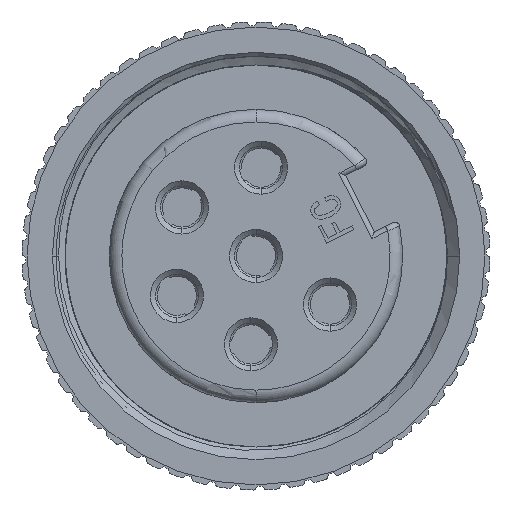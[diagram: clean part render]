
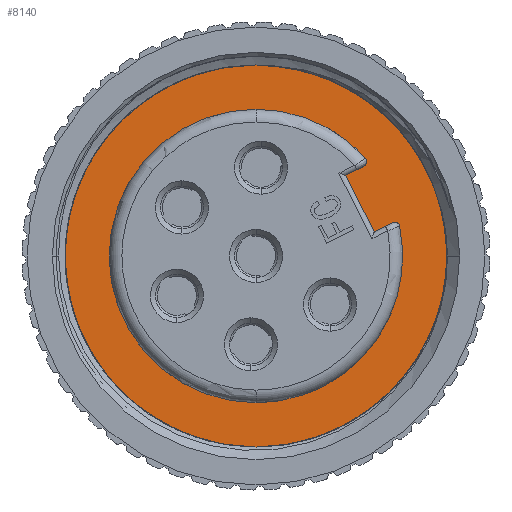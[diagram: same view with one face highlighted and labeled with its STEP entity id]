
A CAD part, front view. The second image highlights one B-rep face of the part: STEP entity #8140.
In plain terms, the highlighted planar face has unit normal (0, -1, 0).
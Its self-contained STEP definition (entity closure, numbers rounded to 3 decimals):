
#104 = ORIENTED_EDGE ( 'NONE', *, *, #4474, .F. ) ;
#653 = VERTEX_POINT ( 'NONE', #26809 ) ;
#739 = AXIS2_PLACEMENT_3D ( 'NONE', #25959, #25942, #25912 ) ;
#1190 = CARTESIAN_POINT ( 'NONE',  ( -44.741, 5.189, -5.8 ) ) ;
#1530 = ORIENTED_EDGE ( 'NONE', *, *, #20666, .F. ) ;
#2307 = AXIS2_PLACEMENT_3D ( 'NONE', #37549, #37517, #37511 ) ;
#2574 = VERTEX_POINT ( 'NONE', #30249 ) ;
#2683 = AXIS2_PLACEMENT_3D ( 'NONE', #13927, #13918, #13887 ) ;
#3038 = ORIENTED_EDGE ( 'NONE', *, *, #18968, .F. ) ;
#3873 = CIRCLE ( 'NONE', #17222, 5.8 ) ;
#4474 = EDGE_CURVE ( 'NONE', #32867, #17149, #26247, .T. ) ;
#5560 = AXIS2_PLACEMENT_3D ( 'NONE', #15775, #15739, #15691 ) ;
#5588 = CARTESIAN_POINT ( 'NONE',  ( -44.741, 5.189, 5.8 ) ) ;
#5618 = EDGE_CURVE ( 'NONE', #15822, #25862, #31340, .T. ) ;
#5679 = ORIENTED_EDGE ( 'NONE', *, *, #11572, .F. ) ;
#6301 = ORIENTED_EDGE ( 'NONE', *, *, #9789, .T. ) ;
#6314 = FACE_BOUND ( 'NONE', #29855, .T. ) ;
#8140 = ADVANCED_FACE ( 'NONE', ( #8171, #6314 ), #9029, .F. ) ;
#8171 = FACE_OUTER_BOUND ( 'NONE', #33400, .T. ) ;
#8843 = EDGE_CURVE ( 'NONE', #2574, #9162, #35158, .T. ) ;
#8859 = ORIENTED_EDGE ( 'NONE', *, *, #5618, .F. ) ;
#8970 = DIRECTION ( 'NONE',  ( 0., 0., 1. ) ) ;
#9000 = DIRECTION ( 'NONE',  ( 0., 1., 0. ) ) ;
#9029 = PLANE ( 'NONE',  #35617 ) ;
#9162 = VERTEX_POINT ( 'NONE', #30399 ) ;
#9168 = CARTESIAN_POINT ( 'NONE',  ( -44.741, 5.189, 0. ) ) ;
#9377 = VECTOR ( 'NONE', #15134, 1000. ) ;
#9789 = EDGE_CURVE ( 'NONE', #653, #25862, #9790, .T. ) ;
#9790 = LINE ( 'NONE', #15164, #9377 ) ;
#11572 = EDGE_CURVE ( 'NONE', #653, #29001, #33688, .T. ) ;
#12610 = CIRCLE ( 'NONE', #2683, 7.925 ) ;
#12958 = CARTESIAN_POINT ( 'NONE',  ( -41.196, 5.189, 3.186 ) ) ;
#13017 = EDGE_CURVE ( 'NONE', #17149, #23344, #21727, .T. ) ;
#13845 = AXIS2_PLACEMENT_3D ( 'NONE', #37541, #37496, #37487 ) ;
#13887 = DIRECTION ( 'NONE',  ( 0., 0., 1. ) ) ;
#13918 = DIRECTION ( 'NONE',  ( 0., -1., 0. ) ) ;
#13927 = CARTESIAN_POINT ( 'NONE',  ( -44.741, 5.189, 0. ) ) ;
#14381 = VERTEX_POINT ( 'NONE', #5588 ) ;
#15134 = DIRECTION ( 'NONE',  ( -0.893, 0., -0.45 ) ) ;
#15164 = CARTESIAN_POINT ( 'NONE',  ( -41.196, 5.189, 3.186 ) ) ;
#15316 = CARTESIAN_POINT ( 'NONE',  ( -40.071, 5.189, 0.953 ) ) ;
#15691 = DIRECTION ( 'NONE',  ( 0., 0., -1. ) ) ;
#15739 = DIRECTION ( 'NONE',  ( 0., -1., 0. ) ) ;
#15775 = CARTESIAN_POINT ( 'NONE',  ( -44.741, 5.189, 0. ) ) ;
#15822 = VERTEX_POINT ( 'NONE', #15316 ) ;
#15942 = DIRECTION ( 'NONE',  ( 0., 0., -1. ) ) ;
#15947 = DIRECTION ( 'NONE',  ( 0., -1., 0. ) ) ;
#15992 = CARTESIAN_POINT ( 'NONE',  ( -44.741, 5.189, 0. ) ) ;
#17149 = VERTEX_POINT ( 'NONE', #25803 ) ;
#17222 = AXIS2_PLACEMENT_3D ( 'NONE', #15992, #15947, #15942 ) ;
#17292 = ORIENTED_EDGE ( 'NONE', *, *, #13017, .F. ) ;
#18026 = EDGE_CURVE ( 'NONE', #9162, #2574, #12610, .T. ) ;
#18968 = EDGE_CURVE ( 'NONE', #29001, #14381, #34049, .T. ) ;
#19383 = ORIENTED_EDGE ( 'NONE', *, *, #31841, .T. ) ;
#20666 = EDGE_CURVE ( 'NONE', #14381, #32867, #3873, .T. ) ;
#20892 = ORIENTED_EDGE ( 'NONE', *, *, #8843, .T. ) ;
#21727 = CIRCLE ( 'NONE', #2307, 0.2 ) ;
#22847 = CARTESIAN_POINT ( 'NONE',  ( -39.348, 5.189, 1.318 ) ) ;
#23198 = ORIENTED_EDGE ( 'NONE', *, *, #18026, .T. ) ;
#23344 = VERTEX_POINT ( 'NONE', #22847 ) ;
#25803 = CARTESIAN_POINT ( 'NONE',  ( -39.062, 5.189, 1.18 ) ) ;
#25862 = VERTEX_POINT ( 'NONE', #12958 ) ;
#25912 = DIRECTION ( 'NONE',  ( 0., 0., -1. ) ) ;
#25942 = DIRECTION ( 'NONE',  ( 0., -1., 0. ) ) ;
#25959 = CARTESIAN_POINT ( 'NONE',  ( -40.563, 5.189, 3.729 ) ) ;
#26247 = CIRCLE ( 'NONE', #5560, 5.8 ) ;
#26809 = CARTESIAN_POINT ( 'NONE',  ( -40.473, 5.189, 3.55 ) ) ;
#27435 = CARTESIAN_POINT ( 'NONE',  ( -40.071, 5.189, 0.953 ) ) ;
#28629 = LINE ( 'NONE', #27435, #35489 ) ;
#29001 = VERTEX_POINT ( 'NONE', #32081 ) ;
#29855 = EDGE_LOOP ( 'NONE', ( #19383, #17292, #104, #1530, #3038, #5679, #6301, #8859 ) ) ;
#30249 = CARTESIAN_POINT ( 'NONE',  ( -44.741, 5.189, -7.925 ) ) ;
#30399 = CARTESIAN_POINT ( 'NONE',  ( -44.741, 5.189, 7.925 ) ) ;
#30866 = VECTOR ( 'NONE', #32680, 1000. ) ;
#31340 = LINE ( 'NONE', #33479, #30866 ) ;
#31841 = EDGE_CURVE ( 'NONE', #15822, #23344, #28629, .T. ) ;
#32081 = CARTESIAN_POINT ( 'NONE',  ( -40.414, 5.189, 3.862 ) ) ;
#32680 = DIRECTION ( 'NONE',  ( -0.45, 0., 0.893 ) ) ;
#32867 = VERTEX_POINT ( 'NONE', #1190 ) ;
#33369 = DIRECTION ( 'NONE',  ( 0.893, 0., 0.45 ) ) ;
#33400 = EDGE_LOOP ( 'NONE', ( #23198, #20892 ) ) ;
#33469 = AXIS2_PLACEMENT_3D ( 'NONE', #36330, #36288, #36286 ) ;
#33479 = CARTESIAN_POINT ( 'NONE',  ( -40.071, 5.189, 0.953 ) ) ;
#33688 = CIRCLE ( 'NONE', #739, 0.2 ) ;
#34049 = CIRCLE ( 'NONE', #13845, 5.8 ) ;
#35158 = CIRCLE ( 'NONE', #33469, 7.925 ) ;
#35489 = VECTOR ( 'NONE', #33369, 1000. ) ;
#35617 = AXIS2_PLACEMENT_3D ( 'NONE', #9168, #9000, #8970 ) ;
#36286 = DIRECTION ( 'NONE',  ( 0., 0., 1. ) ) ;
#36288 = DIRECTION ( 'NONE',  ( 0., -1., 0. ) ) ;
#36330 = CARTESIAN_POINT ( 'NONE',  ( -44.741, 5.189, 0. ) ) ;
#37487 = DIRECTION ( 'NONE',  ( 0., 0., -1. ) ) ;
#37496 = DIRECTION ( 'NONE',  ( 0., -1., 0. ) ) ;
#37511 = DIRECTION ( 'NONE',  ( 0., 0., -1. ) ) ;
#37517 = DIRECTION ( 'NONE',  ( 0., -1., 0. ) ) ;
#37541 = CARTESIAN_POINT ( 'NONE',  ( -44.741, 5.189, 0. ) ) ;
#37549 = CARTESIAN_POINT ( 'NONE',  ( -39.258, 5.189, 1.139 ) ) ;
